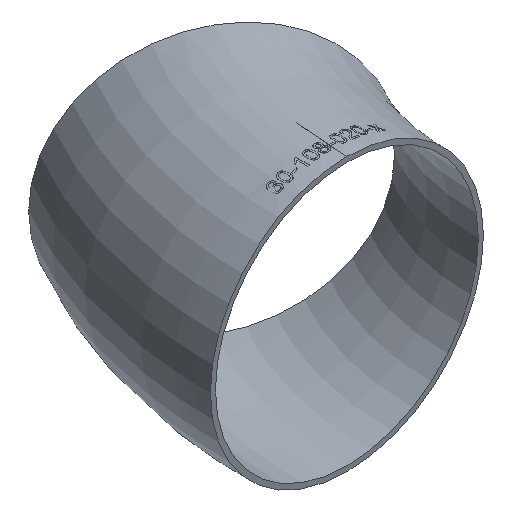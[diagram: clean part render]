
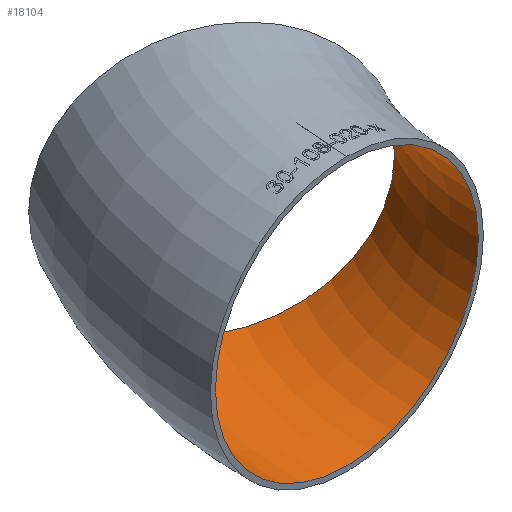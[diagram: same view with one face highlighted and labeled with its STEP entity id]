
A CAD part, isometric view. The second image highlights one B-rep face of the part: STEP entity #18104.
In plain terms, the highlighted toroidal (fillet/blend) face has major radius 142.5 mm and minor radius 52 mm.
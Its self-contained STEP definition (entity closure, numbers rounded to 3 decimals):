
#1406 = DIRECTION ( 'NONE',  ( -0.866, 0.5, 0. ) ) ;
#2913 = FACE_OUTER_BOUND ( 'NONE', #25047, .T. ) ;
#4262 = VERTEX_POINT ( 'NONE', #23799 ) ;
#4598 = DIRECTION ( 'NONE',  ( 0., 0., 1. ) ) ;
#6528 = CARTESIAN_POINT ( 'NONE',  ( -142.5, 0., 0. ) ) ;
#9855 = EDGE_CURVE ( 'NONE', #4262, #4262, #14907, .T. ) ;
#10087 = ORIENTED_EDGE ( 'NONE', *, *, #9855, .F. ) ;
#10814 = DIRECTION ( 'NONE',  ( -1., 0., 0. ) ) ;
#11996 = CARTESIAN_POINT ( 'NONE',  ( -168.442, 97.25, 0. ) ) ;
#12125 = VERTEX_POINT ( 'NONE', #11996 ) ;
#12609 = DIRECTION ( 'NONE',  ( 0., 0., -1. ) ) ;
#13679 = AXIS2_PLACEMENT_3D ( 'NONE', #17141, #22791, #1406 ) ;
#14385 = DIRECTION ( 'NONE',  ( 0., 1., 0. ) ) ;
#14907 = CIRCLE ( 'NONE', #16952, 52. ) ;
#16952 = AXIS2_PLACEMENT_3D ( 'NONE', #6528, #14385, #4598 ) ;
#17141 = CARTESIAN_POINT ( 'NONE',  ( -123.409, 71.25, 0. ) ) ;
#17273 = ORIENTED_EDGE ( 'NONE', *, *, #20954, .T. ) ;
#18104 = ADVANCED_FACE ( 'NONE', ( #2913, #22363 ), #19513, .F. ) ;
#18138 = EDGE_LOOP ( 'NONE', ( #10087 ) ) ;
#19513 = TOROIDAL_SURFACE ( 'NONE', #21125, 142.5, 52. ) ;
#20954 = EDGE_CURVE ( 'NONE', #12125, #12125, #25167, .T. ) ;
#21125 = AXIS2_PLACEMENT_3D ( 'NONE', #22116, #12609, #10814 ) ;
#22116 = CARTESIAN_POINT ( 'NONE',  ( 0., 0., 0. ) ) ;
#22363 = FACE_OUTER_BOUND ( 'NONE', #18138, .T. ) ;
#22791 = DIRECTION ( 'NONE',  ( 0.5, 0.866, 0. ) ) ;
#23799 = CARTESIAN_POINT ( 'NONE',  ( -142.5, 0., 52. ) ) ;
#25047 = EDGE_LOOP ( 'NONE', ( #17273 ) ) ;
#25167 = CIRCLE ( 'NONE', #13679, 52. ) ;
